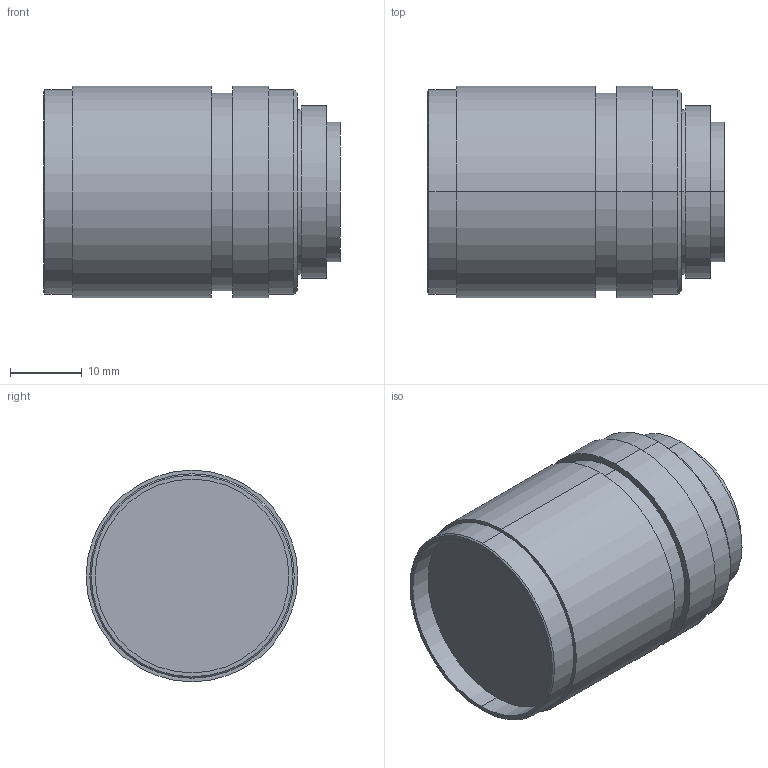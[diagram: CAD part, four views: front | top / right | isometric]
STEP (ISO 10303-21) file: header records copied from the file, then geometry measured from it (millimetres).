
FILE_DESCRIPTION (( 'STEP AP214' ), '1' );
FILE_NAME ('6GF90011BH01_001_STEP.STEP', '2021-03-29T08:47:25', ( '' ), ( '' ), 'SwSTEP 2.0', 'SolidWorks 2019', '' );
FILE_SCHEMA (( 'AUTOMOTIVE_DESIGN' ));
Length unit declared in the file: millimetre
Products named in the file (1): 6GF90011BH01_001_STEP
Bounding box: 41.4 x 29.5 x 29.5 mm (x, y, z)
Volume: 24220.5 mm3; surface area: 5496.6 mm2
Topology: 1 solids, 1 shells, 32 faces, 62 edges, 40 vertices
Faces by surface type: cylinder 18, plane 10, cone 4
Entity records: 1033 total; most frequent: DIRECTION 168, CARTESIAN_POINT 135, ORIENTED_EDGE 124, AXIS2_PLACEMENT_3D 73, EDGE_CURVE 62, CIRCLE 40, EDGE_LOOP 40, VERTEX_POINT 40
